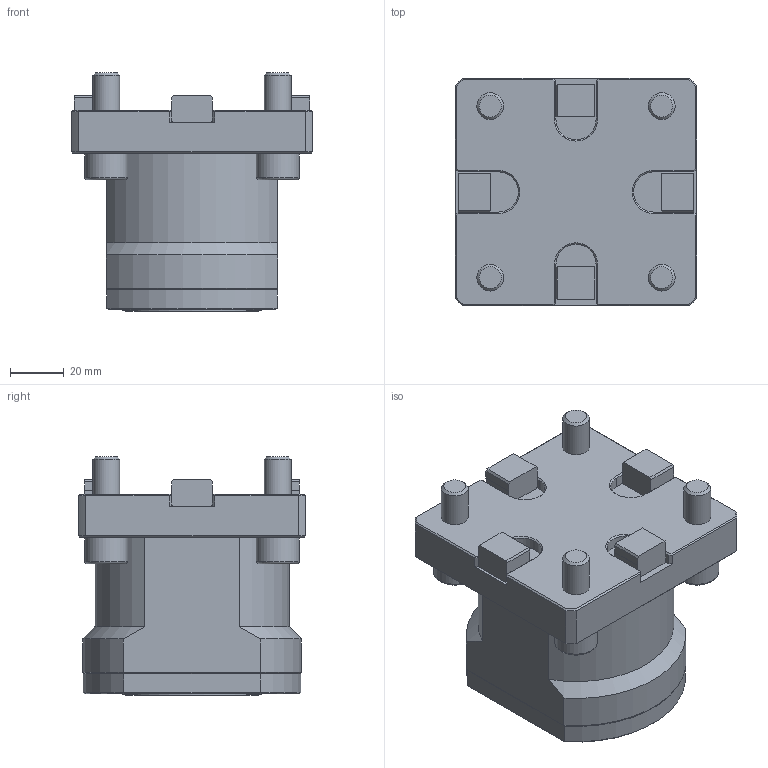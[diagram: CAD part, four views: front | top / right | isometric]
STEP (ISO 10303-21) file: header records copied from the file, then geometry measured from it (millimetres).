
FILE_DESCRIPTION(/* description */ (''),/* implementation_level */ '2;1');
FILE_NAME(/* name */ '1612446731884.stp',/* time_stamp */ '2021-02-04T19:22:28+06:00',/* author */ (''),/* organization */ ('SMS'),/* preprocessor_version */ 'ST-DEVELOPER v16.7',/* originating_system */ 'SIEMENS PLM Software NX 12.0',/* authorisation */ '');
FILE_SCHEMA (('AUTOMOTIVE_DESIGN { 1 0 10303 214 3 1 1 1 }'));
Length unit declared in the file: millimetre
Products named in the file (1): 203357069mod000_00
Bounding box: 90 x 85 x 89 mm (x, y, z)
Volume: 351215.8 mm3; surface area: 45507.3 mm2
Topology: 1 solids, 1 shells, 221 faces, 575 edges, 365 vertices
Faces by surface type: plane 145, cone 39, cylinder 28, torus 4, sphere 4, bspline 1
Full cylindrical faces by diameter (mm): 3 x1, 6 x1, 10 x4, 16 x4, 20 x1, 25 x1, 50 x1
Entity records: 6769 total; most frequent: CARTESIAN_POINT 1583, ORIENTED_EDGE 1048, DIRECTION 1010, EDGE_CURVE 524, LINE 346, VECTOR 346, VERTEX_POINT 346, AXIS2_PLACEMENT_3D 332
